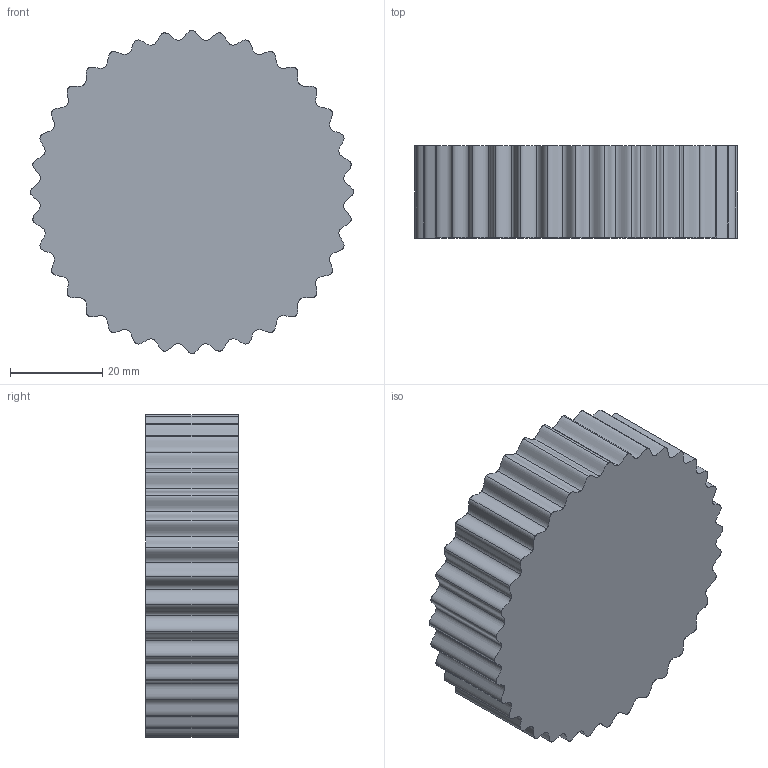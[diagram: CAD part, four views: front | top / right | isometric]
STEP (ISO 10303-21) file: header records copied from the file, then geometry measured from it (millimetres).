
FILE_DESCRIPTION (( 'STEP AP203' ), '1' );
FILE_NAME ('Hopper_Gear_Plunger.STEP', '2025-03-02T19:44:43', ( '' ), ( '' ), 'SwSTEP 2.0', 'SolidWorks 2024', '' );
FILE_SCHEMA (( 'CONFIG_CONTROL_DESIGN' ));
Length unit declared in the file: millimetre
Products named in the file (1): Hopper_Gear_Plunger
Bounding box: 70 x 20 x 70 mm (x, y, z)
Volume: 72516.9 mm3; surface area: 12579.4 mm2
Topology: 1 solids, 1 shells, 74 faces, 216 edges, 144 vertices
Faces by surface type: bspline 72, plane 2
Entity records: 3197 total; most frequent: CARTESIAN_POINT 1659, ORIENTED_EDGE 432, EDGE_CURVE 216, VERTEX_POINT 144, B_SPLINE_CURVE_WITH_KNOTS 144, DIRECTION 78, FACE_OUTER_BOUND 74, ADVANCED_FACE 74
